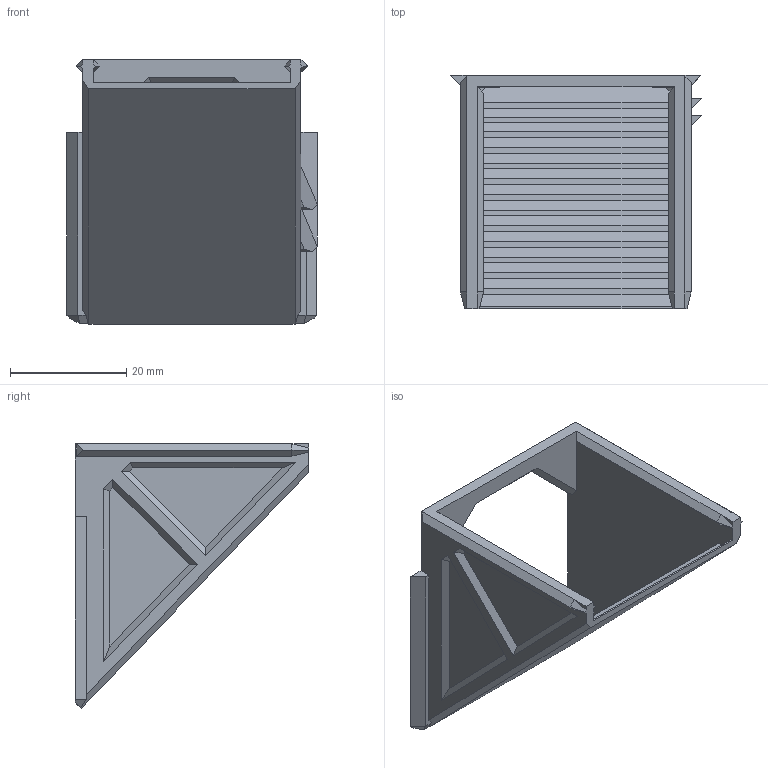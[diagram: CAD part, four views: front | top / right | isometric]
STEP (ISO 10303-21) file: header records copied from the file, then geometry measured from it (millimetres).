
FILE_DESCRIPTION(/* description */ ('','CAx-IF Rec.Pracs.---Representation and Presentation of Product Manufacturing Information (PMI)---4.0---2014-10-13'),/* implementation_level */ '2;1');
FILE_NAME(/* name */ 'Pellet-Extruder-Hopper.step',/* time_stamp */ '2024-12-08T20:04:45+01:00',/* author */ (''),/* organization */ (''),/* preprocessor_version */ 'ST-DEVELOPER v20',/* originating_system */ 'Autodesk Translation Framework v13.20.0.188',/* authorisation */ '');
FILE_SCHEMA (('AP242_MANAGED_MODEL_BASED_3D_ENGINEERING_MIM_LF { 1 0 10303 442 1 1 4 }'));
Length unit declared in the file: millimetre
Products named in the file (1): Adapter Datei Gehäuse V5
Bounding box: 43.11 x 40.18 x 45.5 mm (x, y, z)
Volume: 6028.8 mm3; surface area: 9894.4 mm2
Topology: 1 solids, 1 shells, 152 faces, 413 edges, 268 vertices
Faces by surface type: plane 152
Entity records: 4705 total; most frequent: CARTESIAN_POINT 834, ORIENTED_EDGE 826, DIRECTION 719, LINE 413, VECTOR 413, EDGE_CURVE 413, VERTEX_POINT 268, EDGE_LOOP 159
